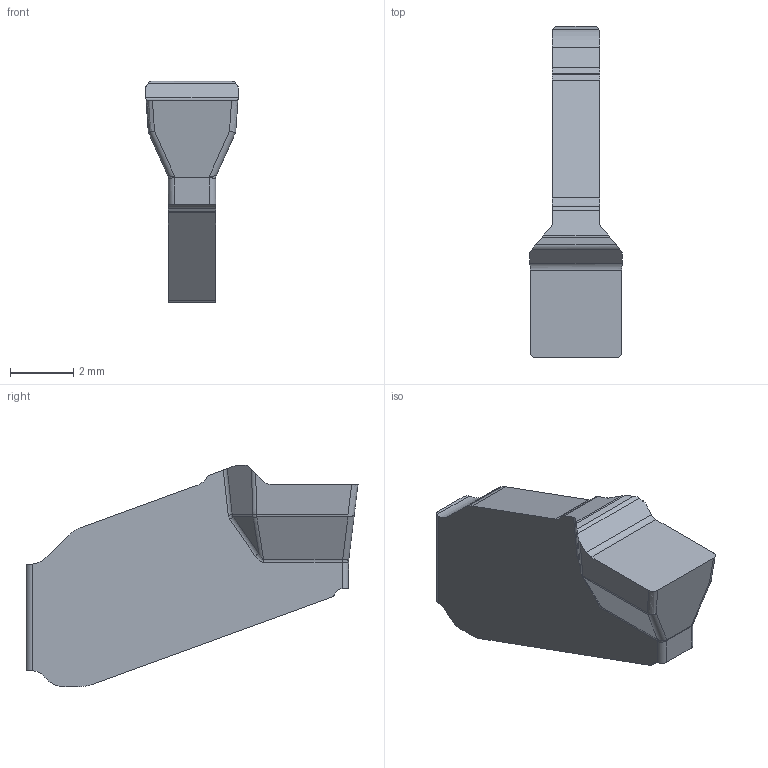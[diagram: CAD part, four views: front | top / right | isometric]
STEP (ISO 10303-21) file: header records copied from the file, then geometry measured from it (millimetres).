
FILE_DESCRIPTION(/* description */ (''),/* implementation_level */ '2;1');
FILE_NAME(/* name */ 'aaa338618_a.stp',/* time_stamp */ '2019-09-26T15:59:09+02:00',/* author */ (''),/* organization */ ('SMS'),/* preprocessor_version */ 'ST-DEVELOPER v16.7',/* originating_system */ 'SIEMENS PLM Software NX 12.0',/* authorisation */ '');
FILE_SCHEMA (('AUTOMOTIVE_DESIGN { 1 0 10303 214 3 1 1 1 }'));
Length unit declared in the file: millimetre
Products named in the file (1): AAA338618_A
Bounding box: 2.95 x 10.5 x 7 mm (x, y, z)
Volume: 79.2 mm3; surface area: 147.2 mm2
Topology: 1 solids, 1 shells, 77 faces, 198 edges, 125 vertices
Faces by surface type: cylinder 33, plane 25, bspline 12, extrusion 5, sphere 2
Entity records: 2737 total; most frequent: CARTESIAN_POINT 827, ORIENTED_EDGE 394, DIRECTION 394, EDGE_CURVE 197, AXIS2_PLACEMENT_3D 146, VERTEX_POINT 122, VECTOR 102, LINE 97
